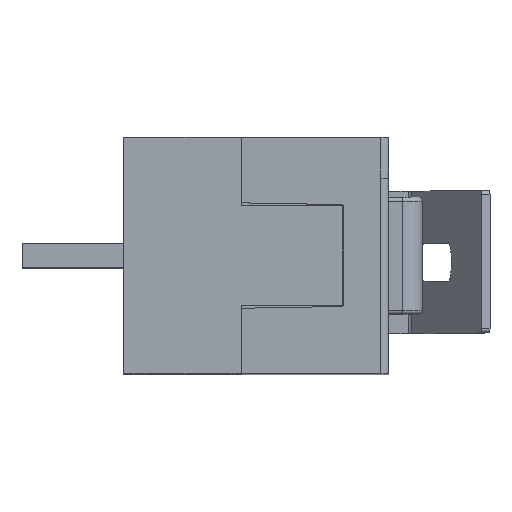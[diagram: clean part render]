
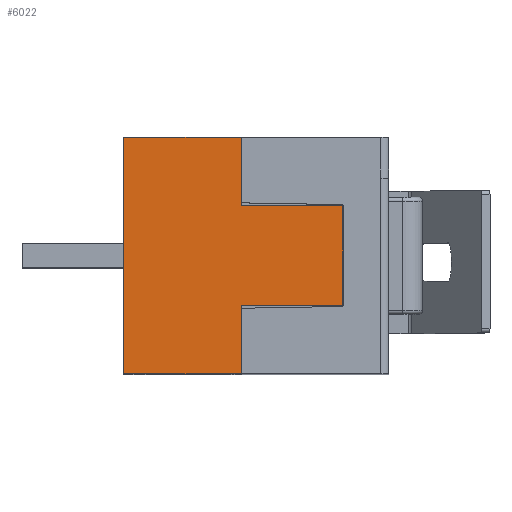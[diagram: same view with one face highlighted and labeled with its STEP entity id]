
A CAD part, top view. The second image highlights one B-rep face of the part: STEP entity #6022.
In plain terms, the highlighted planar face has unit normal (0, 0, 1).
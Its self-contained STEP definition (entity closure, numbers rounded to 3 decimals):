
#20 = VECTOR ( 'NONE', #3914, 1000. ) ;
#28 = EDGE_CURVE ( 'NONE', #1031, #2211, #5294, .T. ) ;
#50 = EDGE_CURVE ( 'NONE', #3045, #5774, #2066, .T. ) ;
#51 = CARTESIAN_POINT ( 'NONE',  ( -1.5, -2.9, 6.45 ) ) ;
#142 = VERTEX_POINT ( 'NONE', #960 ) ;
#203 = LINE ( 'NONE', #2659, #211 ) ;
#211 = VECTOR ( 'NONE', #377, 1000. ) ;
#314 = DIRECTION ( 'NONE',  ( 0., 1., 0. ) ) ;
#373 = LINE ( 'NONE', #3062, #510 ) ;
#377 = DIRECTION ( 'NONE',  ( 0., 1., 0. ) ) ;
#443 = EDGE_CURVE ( 'NONE', #5774, #1245, #3884, .T. ) ;
#510 = VECTOR ( 'NONE', #314, 1000. ) ;
#561 = LINE ( 'NONE', #1157, #581 ) ;
#581 = VECTOR ( 'NONE', #1594, 1000. ) ;
#683 = DIRECTION ( 'NONE',  ( -1., 0., 0. ) ) ;
#811 = CARTESIAN_POINT ( 'NONE',  ( 1.38, 2.9, 6.45 ) ) ;
#951 = CARTESIAN_POINT ( 'NONE',  ( 1.38, -2.9, 6.45 ) ) ;
#960 = CARTESIAN_POINT ( 'NONE',  ( 1.38, 2.9, 6.45 ) ) ;
#1031 = VERTEX_POINT ( 'NONE', #3471 ) ;
#1133 = DIRECTION ( 'NONE',  ( 1., 0., 0. ) ) ;
#1157 = CARTESIAN_POINT ( 'NONE',  ( 3.89, -1.235, 6.45 ) ) ;
#1159 = EDGE_CURVE ( 'NONE', #2211, #142, #373, .T. ) ;
#1245 = VERTEX_POINT ( 'NONE', #5025 ) ;
#1488 = VERTEX_POINT ( 'NONE', #3842 ) ;
#1594 = DIRECTION ( 'NONE',  ( 0., -1., 0. ) ) ;
#1675 = CARTESIAN_POINT ( 'NONE',  ( 3.89, -1.235, 6.45 ) ) ;
#1713 = VERTEX_POINT ( 'NONE', #1675 ) ;
#1753 = EDGE_CURVE ( 'NONE', #142, #1245, #4893, .T. ) ;
#1984 = ORIENTED_EDGE ( 'NONE', *, *, #2689, .F. ) ;
#2066 = LINE ( 'NONE', #2636, #20 ) ;
#2146 = CARTESIAN_POINT ( 'NONE',  ( 1.38, 1.235, 6.45 ) ) ;
#2211 = VERTEX_POINT ( 'NONE', #2146 ) ;
#2412 = ORIENTED_EDGE ( 'NONE', *, *, #3455, .T. ) ;
#2487 = VECTOR ( 'NONE', #683, 1000. ) ;
#2509 = LINE ( 'NONE', #5813, #2487 ) ;
#2570 = ORIENTED_EDGE ( 'NONE', *, *, #28, .T. ) ;
#2616 = ORIENTED_EDGE ( 'NONE', *, *, #1753, .T. ) ;
#2636 = CARTESIAN_POINT ( 'NONE',  ( 1.38, -2.9, 6.45 ) ) ;
#2659 = CARTESIAN_POINT ( 'NONE',  ( 1.38, -2.9, 6.45 ) ) ;
#2689 = EDGE_CURVE ( 'NONE', #1713, #1488, #2509, .T. ) ;
#2963 = PLANE ( 'NONE',  #3106 ) ;
#3045 = VERTEX_POINT ( 'NONE', #951 ) ;
#3062 = CARTESIAN_POINT ( 'NONE',  ( 1.38, -2.9, 6.45 ) ) ;
#3106 = AXIS2_PLACEMENT_3D ( 'NONE', #3451, #3902, #1133 ) ;
#3281 = EDGE_CURVE ( 'NONE', #1031, #1713, #561, .T. ) ;
#3451 = CARTESIAN_POINT ( 'NONE',  ( 1.38, -2.9, 6.45 ) ) ;
#3455 = EDGE_CURVE ( 'NONE', #3045, #1488, #203, .T. ) ;
#3471 = CARTESIAN_POINT ( 'NONE',  ( 3.89, 1.235, 6.45 ) ) ;
#3765 = VECTOR ( 'NONE', #4155, 1000. ) ;
#3842 = CARTESIAN_POINT ( 'NONE',  ( 1.38, -1.235, 6.45 ) ) ;
#3884 = LINE ( 'NONE', #3924, #3765 ) ;
#3902 = DIRECTION ( 'NONE',  ( 0., 0., 1. ) ) ;
#3914 = DIRECTION ( 'NONE',  ( -1., 0., 0. ) ) ;
#3924 = CARTESIAN_POINT ( 'NONE',  ( -1.5, -2.9, 6.45 ) ) ;
#4155 = DIRECTION ( 'NONE',  ( 0., 1., 0. ) ) ;
#4317 = ORIENTED_EDGE ( 'NONE', *, *, #3281, .F. ) ;
#4509 = FACE_OUTER_BOUND ( 'NONE', #5949, .T. ) ;
#4541 = VECTOR ( 'NONE', #4591, 1000. ) ;
#4591 = DIRECTION ( 'NONE',  ( -1., 0., 0. ) ) ;
#4844 = ORIENTED_EDGE ( 'NONE', *, *, #443, .F. ) ;
#4893 = LINE ( 'NONE', #811, #4903 ) ;
#4903 = VECTOR ( 'NONE', #5947, 1000. ) ;
#5025 = CARTESIAN_POINT ( 'NONE',  ( -1.5, 2.9, 6.45 ) ) ;
#5294 = LINE ( 'NONE', #5829, #4541 ) ;
#5424 = ORIENTED_EDGE ( 'NONE', *, *, #1159, .T. ) ;
#5774 = VERTEX_POINT ( 'NONE', #51 ) ;
#5802 = ORIENTED_EDGE ( 'NONE', *, *, #50, .F. ) ;
#5813 = CARTESIAN_POINT ( 'NONE',  ( 3.89, -1.235, 6.45 ) ) ;
#5829 = CARTESIAN_POINT ( 'NONE',  ( 3.89, 1.235, 6.45 ) ) ;
#5947 = DIRECTION ( 'NONE',  ( -1., 0., 0. ) ) ;
#5949 = EDGE_LOOP ( 'NONE', ( #4844, #5802, #2412, #1984, #4317, #2570, #5424, #2616 ) ) ;
#6022 = ADVANCED_FACE ( 'NONE', ( #4509 ), #2963, .T. ) ;
